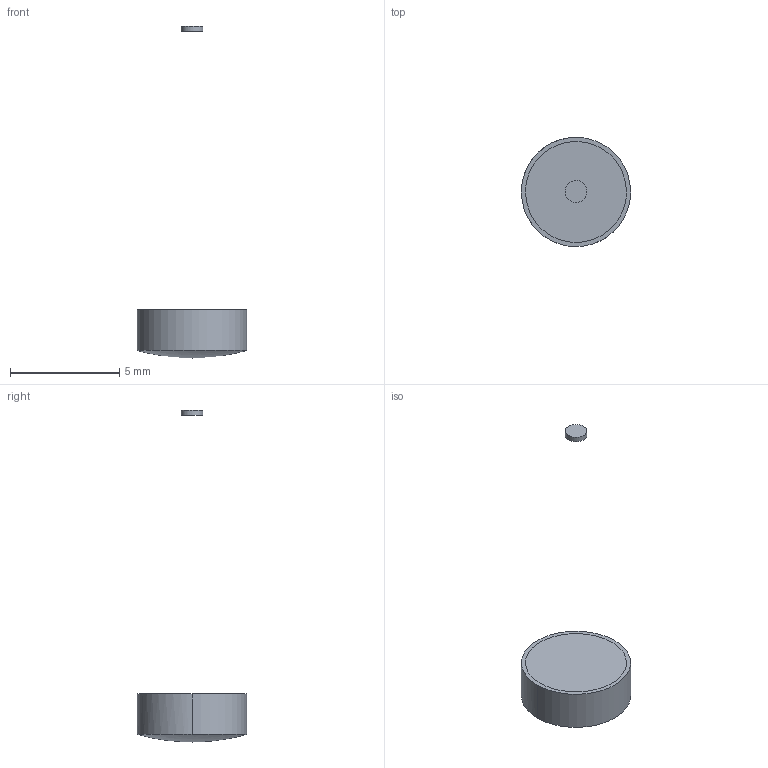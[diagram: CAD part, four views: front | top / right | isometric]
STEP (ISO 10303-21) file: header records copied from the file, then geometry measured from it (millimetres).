
FILE_DESCRIPTION ((), '1');
FILE_NAME ('Don''t know how to make printable filename', '2011-02-23T14:03:13', ('Unknown'), ('Unknown'), 'HarmonyWare STEP v1.4.5', 'HarmonyWare Translators', '');
FILE_SCHEMA (('CONFIG_CONTROL_DESIGN'));
Length unit declared in the file: millimetre
Products named in the file (3): product-name
Bounding box: 5 x 5 x 15.2 mm (x, y, z)
Volume: 40.1 mm3; surface area: 71.2 mm2
Topology: 2 solids, 2 shells, 8 faces, 66 edges, 114 vertices
Faces by surface type: plane 4, cylinder 3, bspline 1
Full cylindrical faces by diameter (mm): 1 x1
Entity records: 710 total; most frequent: CARTESIAN_POINT 272, B_SPLINE_CURVE_WITH_KNOTS 57, ORIENTED_EDGE 26, PERSON 24, ORGANIZATION 24, PERSON_AND_ORGANIZATION 24, PERSON_AND_ORGANIZATION_ROLE 15, CC_DESIGN_PERSON_AND_ORGANIZATION_ASSIGNMENT 15
